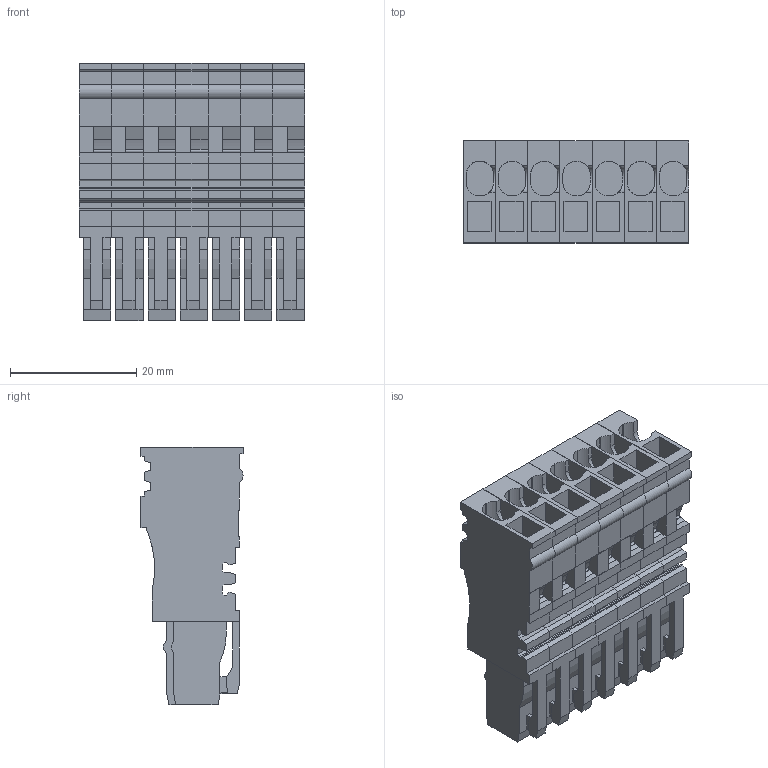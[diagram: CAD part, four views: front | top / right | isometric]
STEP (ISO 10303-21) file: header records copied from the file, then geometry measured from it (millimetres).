
FILE_DESCRIPTION(('CATIA V5R22 STEP214','CAx-IF Rec.Pracs.--- Model Styling and Organization---1.4--- 2014-01-23'),'2;1');
FILE_NAME ('022670-2_0', '2021-06-07T13:09:48+00:00', ('Weidmueller Interface'), ('Weidmueller'), 'CATIA Version 5-6 Release 2016 SP3 HF44', 'CATIA V5 STEP AP214', 'none');
FILE_SCHEMA(('AUTOMOTIVE_DESIGN { 1 0 10303 214 1 1 1 1 }'));
Length unit declared in the file: millimetre
Products named in the file (1): 1815530000
Bounding box: 35.7 x 16.15 x 40.75 mm (x, y, z)
Volume: 12692.2 mm3; surface area: 15574.8 mm2
Topology: 7 solids, 7 shells, 1016 faces, 2971 edges, 1990 vertices
Faces by surface type: plane 881, cylinder 135
Entity records: 32987 total; most frequent: CARTESIAN_POINT 6231, ORIENTED_EDGE 5942, DIRECTION 4636, EDGE_CURVE 2971, VECTOR 2652, LINE 2652, VERTEX_POINT 1990, AXIS2_PLACEMENT_3D 1127
